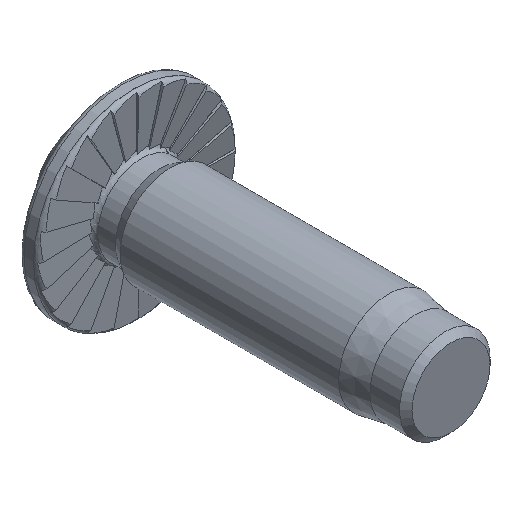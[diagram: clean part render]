
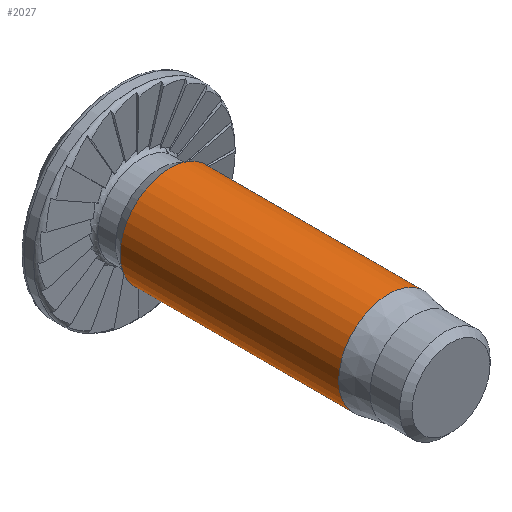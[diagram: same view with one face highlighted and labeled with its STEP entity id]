
A CAD part, isometric view. The second image highlights one B-rep face of the part: STEP entity #2027.
In plain terms, the highlighted cylindrical face has radius 4 mm (diameter 8 mm), a full revolution.
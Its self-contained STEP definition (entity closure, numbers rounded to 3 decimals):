
#139=LINE('',#3471,#244);
#244=VECTOR('',#2523,4.);
#348=CYLINDRICAL_SURFACE('',#2216,4.);
#366=FACE_OUTER_BOUND('',#480,.T.);
#480=EDGE_LOOP('',(#1443,#1444,#1445,#1446,#1447,#1448));
#721=CIRCLE('',#2214,4.);
#722=CIRCLE('',#2215,4.);
#723=CIRCLE('',#2217,4.);
#724=CIRCLE('',#2218,4.);
#874=VERTEX_POINT('',#3464);
#875=VERTEX_POINT('',#3465);
#876=VERTEX_POINT('',#3470);
#877=VERTEX_POINT('',#3472);
#1100=EDGE_CURVE('',#874,#875,#721,.T.);
#1102=EDGE_CURVE('',#875,#874,#722,.T.);
#1103=EDGE_CURVE('',#874,#876,#139,.T.);
#1104=EDGE_CURVE('',#876,#877,#723,.T.);
#1105=EDGE_CURVE('',#877,#876,#724,.T.);
#1443=ORIENTED_EDGE('',*,*,#1100,.F.);
#1444=ORIENTED_EDGE('',*,*,#1103,.T.);
#1445=ORIENTED_EDGE('',*,*,#1104,.T.);
#1446=ORIENTED_EDGE('',*,*,#1105,.T.);
#1447=ORIENTED_EDGE('',*,*,#1103,.F.);
#1448=ORIENTED_EDGE('',*,*,#1102,.F.);
#2027=ADVANCED_FACE('',(#366),#348,.T.);
#2214=AXIS2_PLACEMENT_3D('',#3466,#2516,#2517);
#2215=AXIS2_PLACEMENT_3D('',#3468,#2519,#2520);
#2216=AXIS2_PLACEMENT_3D('',#3469,#2521,#2522);
#2217=AXIS2_PLACEMENT_3D('',#3473,#2524,#2525);
#2218=AXIS2_PLACEMENT_3D('',#3474,#2526,#2527);
#2516=DIRECTION('center_axis',(0.,1.,0.));
#2517=DIRECTION('ref_axis',(0.,0.,1.));
#2519=DIRECTION('center_axis',(0.,1.,0.));
#2520=DIRECTION('ref_axis',(0.,0.,1.));
#2521=DIRECTION('center_axis',(0.,1.,0.));
#2522=DIRECTION('ref_axis',(0.,0.,1.));
#2523=DIRECTION('',(0.,-1.,0.));
#2524=DIRECTION('center_axis',(0.,1.,0.));
#2525=DIRECTION('ref_axis',(0.,0.,1.));
#2526=DIRECTION('center_axis',(0.,1.,0.));
#2527=DIRECTION('ref_axis',(0.,0.,1.));
#3464=CARTESIAN_POINT('',(0.,-2.5,-4.));
#3465=CARTESIAN_POINT('',(0.,-2.5,4.));
#3466=CARTESIAN_POINT('Origin',(0.,-2.5,0.));
#3468=CARTESIAN_POINT('Origin',(0.,-2.5,0.));
#3469=CARTESIAN_POINT('Origin',(0.,6.585,0.));
#3470=CARTESIAN_POINT('',(0.,-20.,-4.));
#3471=CARTESIAN_POINT('',(0.,6.585,-4.));
#3472=CARTESIAN_POINT('',(0.,-20.,4.));
#3473=CARTESIAN_POINT('Origin',(0.,-20.,0.));
#3474=CARTESIAN_POINT('Origin',(0.,-20.,0.));
